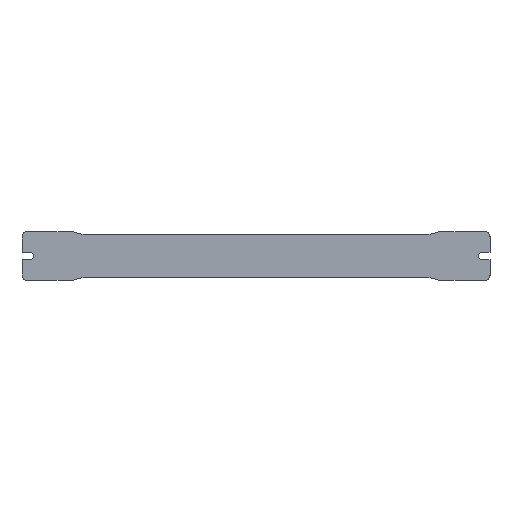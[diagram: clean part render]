
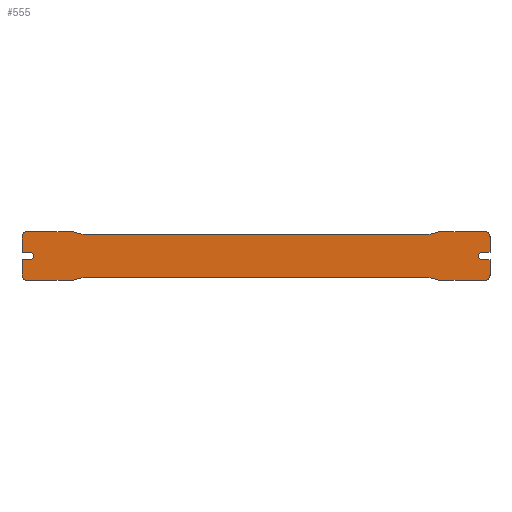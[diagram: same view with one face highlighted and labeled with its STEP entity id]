
A CAD part, top view. The second image highlights one B-rep face of the part: STEP entity #555.
In plain terms, the highlighted planar face has unit normal (0, 0, 1).
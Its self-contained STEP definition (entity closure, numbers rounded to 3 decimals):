
#16=PLANE('',#607);
#33=FACE_OUTER_BOUND('',#63,.T.);
#63=EDGE_LOOP('',(#379,#380,#381,#382,#383,#384,#385,#386,#387,#388,#389,
#390,#391,#392,#393,#394,#395,#396,#397,#398,#399,#400,#401,#402,#403,#404,
#405,#406));
#93=LINE('',#847,#149);
#96=LINE('',#853,#152);
#97=LINE('',#855,#153);
#98=LINE('',#859,#154);
#99=LINE('',#861,#155);
#100=LINE('',#865,#156);
#101=LINE('',#871,#157);
#102=LINE('',#877,#158);
#103=LINE('',#881,#159);
#104=LINE('',#883,#160);
#105=LINE('',#887,#161);
#106=LINE('',#889,#162);
#107=LINE('',#893,#163);
#108=LINE('',#899,#164);
#149=VECTOR('',#673,10.);
#152=VECTOR('',#678,10.);
#153=VECTOR('',#679,10.);
#154=VECTOR('',#682,10.);
#155=VECTOR('',#683,10.);
#156=VECTOR('',#686,10.);
#157=VECTOR('',#691,10.);
#158=VECTOR('',#696,10.);
#159=VECTOR('',#699,10.);
#160=VECTOR('',#700,10.);
#161=VECTOR('',#703,10.);
#162=VECTOR('',#704,10.);
#163=VECTOR('',#707,10.);
#164=VECTOR('',#712,10.);
#203=CIRCLE('',#604,1.6);
#205=CIRCLE('',#608,1.1);
#206=CIRCLE('',#609,1.6);
#207=CIRCLE('',#610,5.);
#208=CIRCLE('',#611,5.);
#209=CIRCLE('',#612,5.);
#210=CIRCLE('',#613,5.);
#211=CIRCLE('',#614,1.6);
#212=CIRCLE('',#615,1.1);
#213=CIRCLE('',#616,1.6);
#214=CIRCLE('',#617,5.);
#215=CIRCLE('',#618,5.);
#216=CIRCLE('',#619,5.);
#217=CIRCLE('',#620,5.);
#231=VERTEX_POINT('',#837);
#232=VERTEX_POINT('',#838);
#235=VERTEX_POINT('',#846);
#237=VERTEX_POINT('',#852);
#238=VERTEX_POINT('',#854);
#239=VERTEX_POINT('',#856);
#240=VERTEX_POINT('',#858);
#241=VERTEX_POINT('',#860);
#242=VERTEX_POINT('',#862);
#243=VERTEX_POINT('',#864);
#244=VERTEX_POINT('',#866);
#245=VERTEX_POINT('',#868);
#246=VERTEX_POINT('',#870);
#247=VERTEX_POINT('',#872);
#248=VERTEX_POINT('',#874);
#249=VERTEX_POINT('',#876);
#250=VERTEX_POINT('',#878);
#251=VERTEX_POINT('',#880);
#252=VERTEX_POINT('',#882);
#253=VERTEX_POINT('',#884);
#254=VERTEX_POINT('',#886);
#255=VERTEX_POINT('',#888);
#256=VERTEX_POINT('',#890);
#257=VERTEX_POINT('',#892);
#258=VERTEX_POINT('',#894);
#259=VERTEX_POINT('',#896);
#260=VERTEX_POINT('',#898);
#261=VERTEX_POINT('',#900);
#287=EDGE_CURVE('',#231,#232,#203,.T.);
#291=EDGE_CURVE('',#232,#235,#93,.T.);
#294=EDGE_CURVE('',#237,#231,#96,.T.);
#295=EDGE_CURVE('',#237,#238,#97,.T.);
#296=EDGE_CURVE('',#238,#239,#205,.T.);
#297=EDGE_CURVE('',#239,#240,#98,.T.);
#298=EDGE_CURVE('',#241,#240,#99,.T.);
#299=EDGE_CURVE('',#242,#241,#206,.T.);
#300=EDGE_CURVE('',#243,#242,#100,.T.);
#301=EDGE_CURVE('',#243,#244,#207,.T.);
#302=EDGE_CURVE('',#244,#245,#208,.T.);
#303=EDGE_CURVE('',#246,#245,#101,.T.);
#304=EDGE_CURVE('',#247,#246,#209,.T.);
#305=EDGE_CURVE('',#248,#247,#210,.T.);
#306=EDGE_CURVE('',#248,#249,#102,.T.);
#307=EDGE_CURVE('',#250,#249,#211,.T.);
#308=EDGE_CURVE('',#250,#251,#103,.T.);
#309=EDGE_CURVE('',#251,#252,#104,.T.);
#310=EDGE_CURVE('',#252,#253,#212,.T.);
#311=EDGE_CURVE('',#253,#254,#105,.T.);
#312=EDGE_CURVE('',#254,#255,#106,.T.);
#313=EDGE_CURVE('',#256,#255,#213,.T.);
#314=EDGE_CURVE('',#256,#257,#107,.T.);
#315=EDGE_CURVE('',#258,#257,#214,.T.);
#316=EDGE_CURVE('',#259,#258,#215,.T.);
#317=EDGE_CURVE('',#259,#260,#108,.T.);
#318=EDGE_CURVE('',#260,#261,#216,.T.);
#319=EDGE_CURVE('',#261,#235,#217,.T.);
#379=ORIENTED_EDGE('',*,*,#287,.F.);
#380=ORIENTED_EDGE('',*,*,#294,.F.);
#381=ORIENTED_EDGE('',*,*,#295,.T.);
#382=ORIENTED_EDGE('',*,*,#296,.T.);
#383=ORIENTED_EDGE('',*,*,#297,.T.);
#384=ORIENTED_EDGE('',*,*,#298,.F.);
#385=ORIENTED_EDGE('',*,*,#299,.F.);
#386=ORIENTED_EDGE('',*,*,#300,.F.);
#387=ORIENTED_EDGE('',*,*,#301,.T.);
#388=ORIENTED_EDGE('',*,*,#302,.T.);
#389=ORIENTED_EDGE('',*,*,#303,.F.);
#390=ORIENTED_EDGE('',*,*,#304,.F.);
#391=ORIENTED_EDGE('',*,*,#305,.F.);
#392=ORIENTED_EDGE('',*,*,#306,.T.);
#393=ORIENTED_EDGE('',*,*,#307,.F.);
#394=ORIENTED_EDGE('',*,*,#308,.T.);
#395=ORIENTED_EDGE('',*,*,#309,.T.);
#396=ORIENTED_EDGE('',*,*,#310,.T.);
#397=ORIENTED_EDGE('',*,*,#311,.T.);
#398=ORIENTED_EDGE('',*,*,#312,.T.);
#399=ORIENTED_EDGE('',*,*,#313,.F.);
#400=ORIENTED_EDGE('',*,*,#314,.T.);
#401=ORIENTED_EDGE('',*,*,#315,.F.);
#402=ORIENTED_EDGE('',*,*,#316,.F.);
#403=ORIENTED_EDGE('',*,*,#317,.T.);
#404=ORIENTED_EDGE('',*,*,#318,.T.);
#405=ORIENTED_EDGE('',*,*,#319,.T.);
#406=ORIENTED_EDGE('',*,*,#291,.F.);
#555=ADVANCED_FACE('',(#33),#16,.T.);
#604=AXIS2_PLACEMENT_3D('',#839,#665,#666);
#607=AXIS2_PLACEMENT_3D('',#851,#676,#677);
#608=AXIS2_PLACEMENT_3D('',#857,#680,#681);
#609=AXIS2_PLACEMENT_3D('',#863,#684,#685);
#610=AXIS2_PLACEMENT_3D('',#867,#687,#688);
#611=AXIS2_PLACEMENT_3D('',#869,#689,#690);
#612=AXIS2_PLACEMENT_3D('',#873,#692,#693);
#613=AXIS2_PLACEMENT_3D('',#875,#694,#695);
#614=AXIS2_PLACEMENT_3D('',#879,#697,#698);
#615=AXIS2_PLACEMENT_3D('',#885,#701,#702);
#616=AXIS2_PLACEMENT_3D('',#891,#705,#706);
#617=AXIS2_PLACEMENT_3D('',#895,#708,#709);
#618=AXIS2_PLACEMENT_3D('',#897,#710,#711);
#619=AXIS2_PLACEMENT_3D('',#901,#713,#714);
#620=AXIS2_PLACEMENT_3D('',#902,#715,#716);
#665=DIRECTION('center_axis',(0.,0.,-1.));
#666=DIRECTION('ref_axis',(0.707,-0.707,0.));
#673=DIRECTION('',(-1.,0.,0.));
#676=DIRECTION('center_axis',(0.,0.,1.));
#677=DIRECTION('ref_axis',(1.,0.,0.));
#678=DIRECTION('',(0.,-1.,0.));
#679=DIRECTION('',(-1.,0.,0.));
#680=DIRECTION('center_axis',(0.,0.,-1.));
#681=DIRECTION('ref_axis',(-1.,0.,0.));
#682=DIRECTION('',(1.,0.,0.));
#683=DIRECTION('',(0.,-1.,0.));
#684=DIRECTION('center_axis',(0.,0.,-1.));
#685=DIRECTION('ref_axis',(0.707,0.707,0.));
#686=DIRECTION('',(1.,0.,0.));
#687=DIRECTION('center_axis',(0.,0.,1.));
#688=DIRECTION('ref_axis',(-0.194,0.981,0.));
#689=DIRECTION('center_axis',(0.,0.,-1.));
#690=DIRECTION('ref_axis',(0.527,-0.85,0.));
#691=DIRECTION('',(1.,0.,0.));
#692=DIRECTION('center_axis',(0.,0.,1.));
#693=DIRECTION('ref_axis',(-0.527,-0.85,0.));
#694=DIRECTION('center_axis',(0.,0.,-1.));
#695=DIRECTION('ref_axis',(0.194,0.981,0.));
#696=DIRECTION('',(-1.,0.,0.));
#697=DIRECTION('center_axis',(0.,0.,-1.));
#698=DIRECTION('ref_axis',(-0.707,0.707,0.));
#699=DIRECTION('',(0.,-1.,0.));
#700=DIRECTION('',(1.,0.,0.));
#701=DIRECTION('center_axis',(0.,0.,-1.));
#702=DIRECTION('ref_axis',(1.,0.,0.));
#703=DIRECTION('',(-1.,0.,0.));
#704=DIRECTION('',(0.,-1.,0.));
#705=DIRECTION('center_axis',(0.,0.,-1.));
#706=DIRECTION('ref_axis',(-0.707,-0.707,0.));
#707=DIRECTION('',(1.,0.,0.));
#708=DIRECTION('center_axis',(0.,0.,-1.));
#709=DIRECTION('ref_axis',(0.194,-0.981,0.));
#710=DIRECTION('center_axis',(0.,0.,1.));
#711=DIRECTION('ref_axis',(-0.527,0.85,0.));
#712=DIRECTION('',(1.,0.,0.));
#713=DIRECTION('center_axis',(0.,0.,-1.));
#714=DIRECTION('ref_axis',(0.527,0.85,0.));
#715=DIRECTION('center_axis',(0.,0.,1.));
#716=DIRECTION('ref_axis',(-0.194,-0.981,0.));
#837=CARTESIAN_POINT('',(69.5,-5.65,3.));
#838=CARTESIAN_POINT('',(67.9,-7.25,3.));
#839=CARTESIAN_POINT('Origin',(67.9,-5.65,3.));
#846=CARTESIAN_POINT('',(55.166,-7.25,3.));
#847=CARTESIAN_POINT('',(69.5,-7.25,3.));
#851=CARTESIAN_POINT('Origin',(-34.75,0.,3.));
#852=CARTESIAN_POINT('',(69.5,-1.1,3.));
#853=CARTESIAN_POINT('',(69.5,7.25,3.));
#854=CARTESIAN_POINT('',(67.1,-1.1,3.));
#855=CARTESIAN_POINT('',(16.175,-1.1,3.));
#856=CARTESIAN_POINT('',(67.1,1.1,3.));
#857=CARTESIAN_POINT('Origin',(67.1,0.,3.));
#858=CARTESIAN_POINT('',(69.5,1.1,3.));
#859=CARTESIAN_POINT('',(17.375,1.1,3.));
#860=CARTESIAN_POINT('',(69.5,5.65,3.));
#861=CARTESIAN_POINT('',(69.5,7.25,3.));
#862=CARTESIAN_POINT('',(67.9,7.25,3.));
#863=CARTESIAN_POINT('Origin',(67.9,5.65,3.));
#864=CARTESIAN_POINT('',(55.166,7.25,3.));
#865=CARTESIAN_POINT('',(54.,7.25,3.));
#866=CARTESIAN_POINT('',(53.266,6.875,3.));
#867=CARTESIAN_POINT('Origin',(55.166,2.25,3.));
#868=CARTESIAN_POINT('',(51.366,6.5,3.));
#869=CARTESIAN_POINT('Origin',(51.366,11.5,3.));
#870=CARTESIAN_POINT('',(-51.366,6.5,3.));
#871=CARTESIAN_POINT('',(0.,6.5,3.));
#872=CARTESIAN_POINT('',(-53.266,6.875,3.));
#873=CARTESIAN_POINT('Origin',(-51.366,11.5,3.));
#874=CARTESIAN_POINT('',(-55.166,7.25,3.));
#875=CARTESIAN_POINT('Origin',(-55.166,2.25,3.));
#876=CARTESIAN_POINT('',(-67.9,7.25,3.));
#877=CARTESIAN_POINT('',(-54.,7.25,3.));
#878=CARTESIAN_POINT('',(-69.5,5.65,3.));
#879=CARTESIAN_POINT('Origin',(-67.9,5.65,3.));
#880=CARTESIAN_POINT('',(-69.5,1.1,3.));
#881=CARTESIAN_POINT('',(-69.5,7.25,3.));
#882=CARTESIAN_POINT('',(-67.1,1.1,3.));
#883=CARTESIAN_POINT('',(-52.125,1.1,3.));
#884=CARTESIAN_POINT('',(-67.1,-1.1,3.));
#885=CARTESIAN_POINT('Origin',(-67.1,0.,3.));
#886=CARTESIAN_POINT('',(-69.5,-1.1,3.));
#887=CARTESIAN_POINT('',(-50.925,-1.1,3.));
#888=CARTESIAN_POINT('',(-69.5,-5.65,3.));
#889=CARTESIAN_POINT('',(-69.5,7.25,3.));
#890=CARTESIAN_POINT('',(-67.9,-7.25,3.));
#891=CARTESIAN_POINT('Origin',(-67.9,-5.65,3.));
#892=CARTESIAN_POINT('',(-55.166,-7.25,3.));
#893=CARTESIAN_POINT('',(-69.5,-7.25,3.));
#894=CARTESIAN_POINT('',(-53.266,-6.875,3.));
#895=CARTESIAN_POINT('Origin',(-55.166,-2.25,3.));
#896=CARTESIAN_POINT('',(-51.366,-6.5,3.));
#897=CARTESIAN_POINT('Origin',(-51.366,-11.5,3.));
#898=CARTESIAN_POINT('',(51.366,-6.5,3.));
#899=CARTESIAN_POINT('',(-54.,-6.5,3.));
#900=CARTESIAN_POINT('',(53.266,-6.875,3.));
#901=CARTESIAN_POINT('Origin',(51.366,-11.5,3.));
#902=CARTESIAN_POINT('Origin',(55.166,-2.25,3.));
